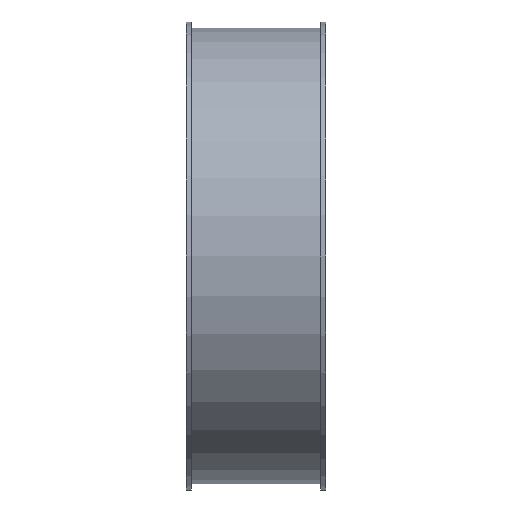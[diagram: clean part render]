
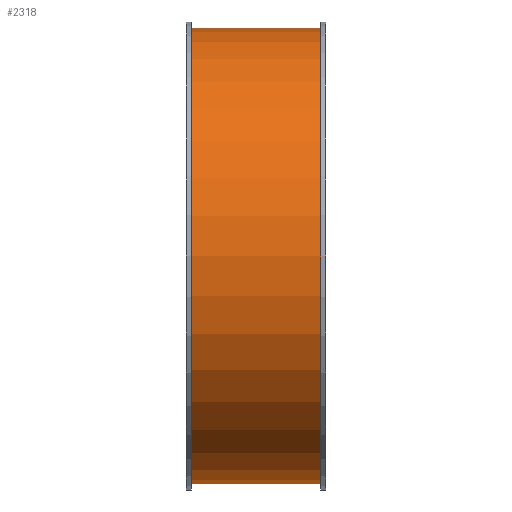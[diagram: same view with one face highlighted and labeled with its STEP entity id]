
A CAD part, left-side view. The second image highlights one B-rep face of the part: STEP entity #2318.
In plain terms, the highlighted cylindrical face has radius 45.72 mm (diameter 91.44 mm), a partial arc.
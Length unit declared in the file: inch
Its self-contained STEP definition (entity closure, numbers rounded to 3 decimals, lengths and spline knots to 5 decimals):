
#180 = VECTOR ( 'NONE', #2985, 39.37008 ) ;
#203 = VERTEX_POINT ( 'NONE', #3790 ) ;
#746 = EDGE_CURVE ( 'NONE', #5408, #203, #4219, .T. ) ;
#1548 = CIRCLE ( 'NONE', #3259, 1.8 ) ;
#2070 = CARTESIAN_POINT ( 'NONE',  ( 0., 1.06, 1.8 ) ) ;
#2095 = CARTESIAN_POINT ( 'NONE',  ( 0., 1.06, -1.8 ) ) ;
#2312 = FACE_OUTER_BOUND ( 'NONE', #5144, .T. ) ;
#2318 = ADVANCED_FACE ( 'NONE', ( #2312 ), #2390, .T. ) ;
#2390 = CYLINDRICAL_SURFACE ( 'NONE', #5003, 1.8 ) ;
#2523 = CIRCLE ( 'NONE', #3230, 1.8 ) ;
#2933 = VERTEX_POINT ( 'NONE', #3571 ) ;
#2985 = DIRECTION ( 'NONE',  ( 0., -1., 0. ) ) ;
#3014 = CARTESIAN_POINT ( 'NONE',  ( 0., 0., -1.8 ) ) ;
#3047 = DIRECTION ( 'NONE',  ( 0., 0., -1. ) ) ;
#3051 = DIRECTION ( 'NONE',  ( 0., -1., 0. ) ) ;
#3053 = CARTESIAN_POINT ( 'NONE',  ( 0., 0.04, 0. ) ) ;
#3073 = DIRECTION ( 'NONE',  ( 0., 0., -1. ) ) ;
#3075 = DIRECTION ( 'NONE',  ( 0., -1., 0. ) ) ;
#3077 = CARTESIAN_POINT ( 'NONE',  ( 0., 1.06, 0. ) ) ;
#3230 = AXIS2_PLACEMENT_3D ( 'NONE', #3077, #3075, #3073 ) ;
#3259 = AXIS2_PLACEMENT_3D ( 'NONE', #3053, #3051, #3047 ) ;
#3571 = CARTESIAN_POINT ( 'NONE',  ( 0., 0.04, -1.8 ) ) ;
#3575 = EDGE_CURVE ( 'NONE', #5408, #5348, #2523, .T. ) ;
#3576 = EDGE_CURVE ( 'NONE', #203, #2933, #1548, .T. ) ;
#3790 = CARTESIAN_POINT ( 'NONE',  ( 0., 0.04, 1.8 ) ) ;
#4133 = DIRECTION ( 'NONE',  ( 0., -1., 0. ) ) ;
#4147 = CARTESIAN_POINT ( 'NONE',  ( 0., 0., 0. ) ) ;
#4148 = DIRECTION ( 'NONE',  ( 0., 0., -1. ) ) ;
#4205 = VECTOR ( 'NONE', #5459, 39.37008 ) ;
#4219 = LINE ( 'NONE', #5584, #4205 ) ;
#4517 = ORIENTED_EDGE ( 'NONE', *, *, #746, .F. ) ;
#4542 = ORIENTED_EDGE ( 'NONE', *, *, #3575, .T. ) ;
#4584 = ORIENTED_EDGE ( 'NONE', *, *, #5301, .T. ) ;
#4604 = ORIENTED_EDGE ( 'NONE', *, *, #3576, .F. ) ;
#5003 = AXIS2_PLACEMENT_3D ( 'NONE', #4147, #4133, #4148 ) ;
#5004 = LINE ( 'NONE', #3014, #180 ) ;
#5144 = EDGE_LOOP ( 'NONE', ( #4517, #4542, #4584, #4604 ) ) ;
#5301 = EDGE_CURVE ( 'NONE', #5348, #2933, #5004, .T. ) ;
#5348 = VERTEX_POINT ( 'NONE', #2095 ) ;
#5408 = VERTEX_POINT ( 'NONE', #2070 ) ;
#5459 = DIRECTION ( 'NONE',  ( 0., -1., 0. ) ) ;
#5584 = CARTESIAN_POINT ( 'NONE',  ( 0., 0., 1.8 ) ) ;
